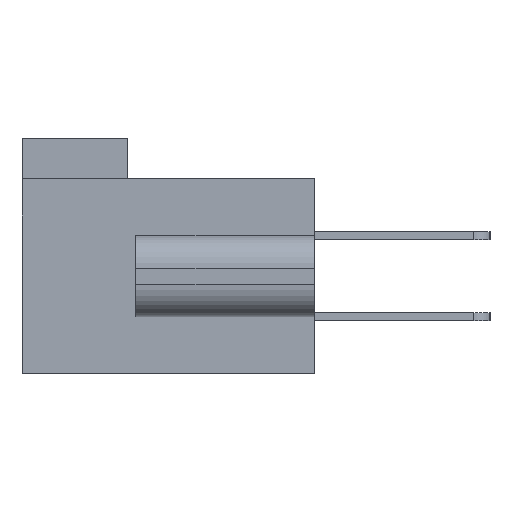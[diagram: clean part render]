
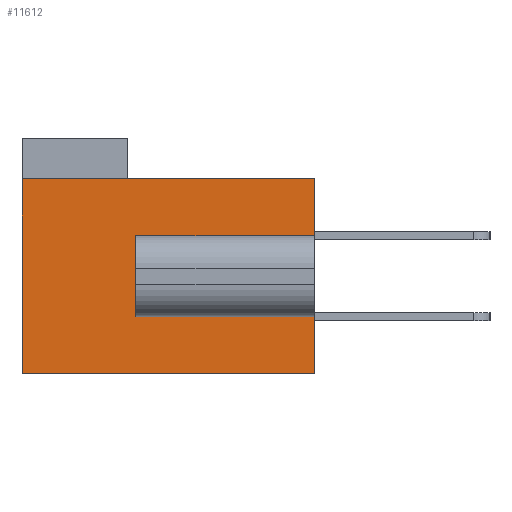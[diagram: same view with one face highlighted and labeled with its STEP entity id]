
A CAD part, left-side view. The second image highlights one B-rep face of the part: STEP entity #11612.
In plain terms, the highlighted planar face has unit normal (-1, 0, 0).
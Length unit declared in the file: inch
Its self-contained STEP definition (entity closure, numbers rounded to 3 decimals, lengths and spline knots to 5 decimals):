
#6830 = FACE_OUTER_BOUND ( 'NONE', #11826, .T. ) ;
#6831 = DIRECTION ( 'NONE',  ( 0., 0., -1. ) ) ;
#6832 = VECTOR ( 'NONE', #6831, 39.37008 ) ;
#6833 = CARTESIAN_POINT ( 'NONE',  ( -0.2575, 0., 0.06 ) ) ;
#6834 = LINE ( 'NONE', #6833, #6832 ) ;
#6835 = DIRECTION ( 'NONE',  ( 0., -1., 0. ) ) ;
#6836 = VECTOR ( 'NONE', #6835, 39.37008 ) ;
#6837 = CARTESIAN_POINT ( 'NONE',  ( -0.2575, 0.11, -0.025 ) ) ;
#6838 = DIRECTION ( 'NONE',  ( 0., -1., 0. ) ) ;
#6839 = CARTESIAN_POINT ( 'NONE',  ( -0.2575, 0.11, 0.025 ) ) ;
#6840 = PLANE ( 'NONE',  #6950 ) ;
#6846 = CARTESIAN_POINT ( 'NONE',  ( -0.2575, 0., -0.025 ) ) ;
#6847 = CARTESIAN_POINT ( 'NONE',  ( -0.2575, 0.11, -0.025 ) ) ;
#6889 = DIRECTION ( 'NONE',  ( 0., -1., 0. ) ) ;
#6890 = VECTOR ( 'NONE', #6889, 39.37008 ) ;
#6891 = CARTESIAN_POINT ( 'NONE',  ( -0.2575, 0.18, 0.06 ) ) ;
#6941 = VECTOR ( 'NONE', #6838, 39.37008 ) ;
#6946 = LINE ( 'NONE', #6839, #6941 ) ;
#6947 = DIRECTION ( 'NONE',  ( 0., 0., 1. ) ) ;
#6948 = DIRECTION ( 'NONE',  ( -1., 0., 0. ) ) ;
#6949 = CARTESIAN_POINT ( 'NONE',  ( -0.2575, 0.18, 0.06 ) ) ;
#6950 = AXIS2_PLACEMENT_3D ( 'NONE', #6949, #6948, #6947 ) ;
#6953 = CARTESIAN_POINT ( 'NONE',  ( -0.2575, 0., 0.025 ) ) ;
#6978 = LINE ( 'NONE', #6837, #6836 ) ;
#7022 = LINE ( 'NONE', #6891, #6890 ) ;
#7054 = DIRECTION ( 'NONE',  ( 0., -1., 0. ) ) ;
#7055 = CARTESIAN_POINT ( 'NONE',  ( -0.2575, 0.18, -0.06 ) ) ;
#7066 = DIRECTION ( 'NONE',  ( 0., 0., -1. ) ) ;
#7067 = VECTOR ( 'NONE', #7066, 39.37008 ) ;
#7068 = CARTESIAN_POINT ( 'NONE',  ( -0.2575, 0., 0.06 ) ) ;
#7069 = LINE ( 'NONE', #7068, #7067 ) ;
#7070 = CARTESIAN_POINT ( 'NONE',  ( -0.2575, 0.18, 0.06 ) ) ;
#7072 = VECTOR ( 'NONE', #7054, 39.37008 ) ;
#7079 = CARTESIAN_POINT ( 'NONE',  ( -0.2575, 0.11, 0.025 ) ) ;
#7081 = DIRECTION ( 'NONE',  ( 0., 0., 1. ) ) ;
#7098 = LINE ( 'NONE', #7116, #7115 ) ;
#7099 = CARTESIAN_POINT ( 'NONE',  ( -0.2575, 0.18, -0.06 ) ) ;
#7100 = VECTOR ( 'NONE', #7081, 39.37008 ) ;
#7101 = CARTESIAN_POINT ( 'NONE',  ( -0.2575, 0.11, 0.025 ) ) ;
#7102 = LINE ( 'NONE', #7101, #7100 ) ;
#7114 = DIRECTION ( 'NONE',  ( 0., 0., -1. ) ) ;
#7115 = VECTOR ( 'NONE', #7114, 39.37008 ) ;
#7116 = CARTESIAN_POINT ( 'NONE',  ( -0.2575, 0.18, 0.06 ) ) ;
#7117 = LINE ( 'NONE', #7055, #7072 ) ;
#7196 = CARTESIAN_POINT ( 'NONE',  ( -0.2575, 0., -0.06 ) ) ;
#7413 = CARTESIAN_POINT ( 'NONE',  ( -0.2575, 0., 0.06 ) ) ;
#11565 = EDGE_CURVE ( 'NONE', #11645, #11721, #7022, .T. ) ;
#11608 = EDGE_CURVE ( 'NONE', #11610, #11611, #6978, .T. ) ;
#11609 = EDGE_CURVE ( 'NONE', #11721, #11614, #6834, .T. ) ;
#11610 = VERTEX_POINT ( 'NONE', #6847 ) ;
#11611 = VERTEX_POINT ( 'NONE', #6846 ) ;
#11612 = ADVANCED_FACE ( 'NONE', ( #6830 ), #6840, .T. ) ;
#11613 = ORIENTED_EDGE ( 'NONE', *, *, #11618, .T. ) ;
#11614 = VERTEX_POINT ( 'NONE', #6953 ) ;
#11615 = ORIENTED_EDGE ( 'NONE', *, *, #11608, .F. ) ;
#11616 = ORIENTED_EDGE ( 'NONE', *, *, #11565, .F. ) ;
#11617 = ORIENTED_EDGE ( 'NONE', *, *, #11643, .T. ) ;
#11618 = EDGE_CURVE ( 'NONE', #11646, #11614, #6946, .T. ) ;
#11629 = EDGE_CURVE ( 'NONE', #11645, #11634, #7098, .T. ) ;
#11631 = ORIENTED_EDGE ( 'NONE', *, *, #11609, .F. ) ;
#11632 = ORIENTED_EDGE ( 'NONE', *, *, #11636, .T. ) ;
#11633 = VERTEX_POINT ( 'NONE', #7196 ) ;
#11634 = VERTEX_POINT ( 'NONE', #7099 ) ;
#11635 = ORIENTED_EDGE ( 'NONE', *, *, #11629, .T. ) ;
#11636 = EDGE_CURVE ( 'NONE', #11634, #11633, #7117, .T. ) ;
#11637 = ORIENTED_EDGE ( 'NONE', *, *, #11638, .F. ) ;
#11638 = EDGE_CURVE ( 'NONE', #11611, #11633, #7069, .T. ) ;
#11643 = EDGE_CURVE ( 'NONE', #11610, #11646, #7102, .T. ) ;
#11645 = VERTEX_POINT ( 'NONE', #7070 ) ;
#11646 = VERTEX_POINT ( 'NONE', #7079 ) ;
#11721 = VERTEX_POINT ( 'NONE', #7413 ) ;
#11826 = EDGE_LOOP ( 'NONE', ( #11615, #11617, #11613, #11631, #11616, #11635, #11632, #11637 ) ) ;
